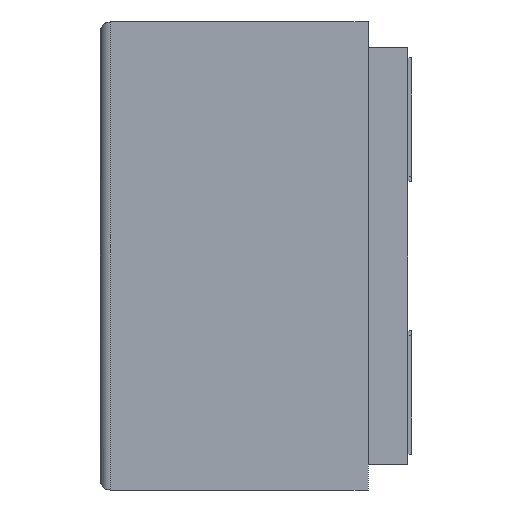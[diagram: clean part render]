
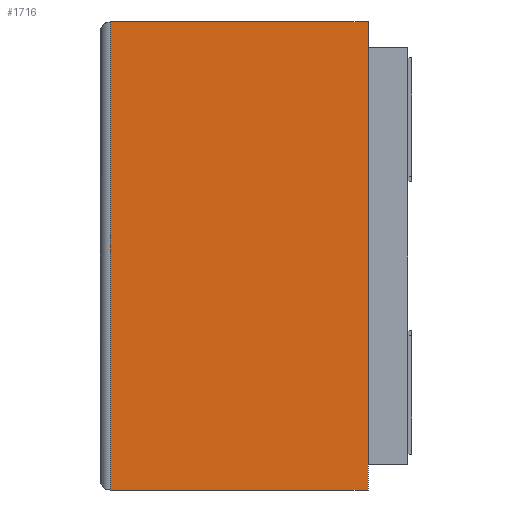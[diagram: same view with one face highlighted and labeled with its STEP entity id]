
A CAD part, left-side view. The second image highlights one B-rep face of the part: STEP entity #1716.
In plain terms, the highlighted planar face has unit normal (-1, 0, 0).
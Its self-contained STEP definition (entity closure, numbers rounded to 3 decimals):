
#149=ORIENTED_EDGE('',*,*,#446,.F.);
#150=ORIENTED_EDGE('',*,*,#461,.F.);
#151=ORIENTED_EDGE('',*,*,#462,.T.);
#152=ORIENTED_EDGE('',*,*,#456,.F.);
#446=EDGE_CURVE('',#604,#603,#712,.T.);
#456=EDGE_CURVE('',#603,#611,#718,.T.);
#461=EDGE_CURVE('',#614,#604,#723,.T.);
#462=EDGE_CURVE('',#614,#611,#724,.T.);
#603=VERTEX_POINT('',#2321);
#604=VERTEX_POINT('',#2325);
#611=VERTEX_POINT('',#2347);
#614=VERTEX_POINT('',#2357);
#712=LINE('',#2326,#861);
#718=LINE('',#2346,#867);
#723=LINE('',#2356,#872);
#724=LINE('',#2358,#873);
#861=VECTOR('',#1962,1000.);
#867=VECTOR('',#1984,1000.);
#872=VECTOR('',#1993,1000.);
#873=VECTOR('',#1994,1000.);
#980=EDGE_LOOP('',(#149,#150,#151,#152));
#1066=FACE_BOUND('',#980,.T.);
#1136=PLANE('',#1806);
#1716=ADVANCED_FACE('',(#1066),#1136,.F.);
#1806=AXIS2_PLACEMENT_3D('',#2355,#1991,#1992);
#1962=DIRECTION('',(0.,0.,1.));
#1984=DIRECTION('',(0.,-1.,0.));
#1991=DIRECTION('',(1.,0.,0.));
#1992=DIRECTION('',(0.,0.,-1.));
#1993=DIRECTION('',(0.,1.,0.));
#1994=DIRECTION('',(0.,0.,1.));
#2321=CARTESIAN_POINT('',(-1.97,1.5,1.18));
#2325=CARTESIAN_POINT('',(-1.97,1.5,-1.18));
#2326=CARTESIAN_POINT('',(-1.97,1.5,1.18));
#2346=CARTESIAN_POINT('',(-1.97,7.693,1.18));
#2347=CARTESIAN_POINT('',(-1.97,0.2,1.18));
#2355=CARTESIAN_POINT('',(-1.97,7.693,1.18));
#2356=CARTESIAN_POINT('',(-1.97,7.693,-1.18));
#2357=CARTESIAN_POINT('',(-1.97,0.2,-1.18));
#2358=CARTESIAN_POINT('',(-1.97,0.2,0.));
